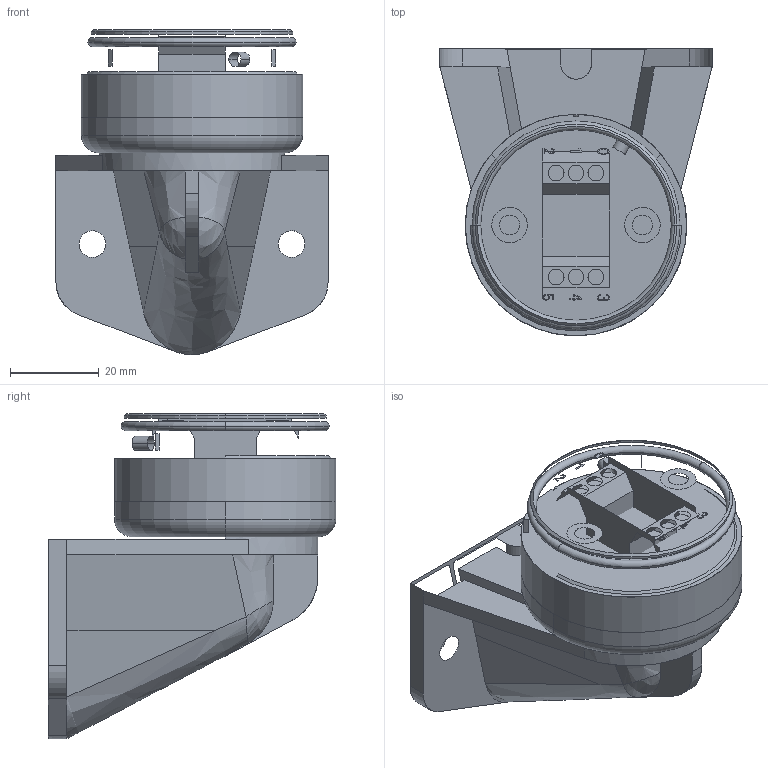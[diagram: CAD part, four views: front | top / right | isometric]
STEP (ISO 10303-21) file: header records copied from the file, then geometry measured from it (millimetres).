
FILE_DESCRIPTION((''),'2;1');
FILE_NAME('VMV-50mm-vertmnt SS.stp','2012-12-11T09:14:51',(''),(''),'Mechanical Desktop 2011','Mechanical Desktop 2011',', , ');
FILE_SCHEMA(('CONFIG_CONTROL_DESIGN'));
Length unit declared in the file: millimetre
Products named in the file (1): Product
Bounding box: 61.5 x 65 x 73.5 mm (x, y, z)
Surface area: 22792.1 mm2 (no closed solid volume)
Topology: 0 solids, 48 shells, 103 faces, 739 edges, 748 vertices
Faces by surface type: bspline 72, cylinder 18, cone 7, torus 6
Entity records: 10617 total; most frequent: CARTESIAN_POINT 6680, QUASI_UNIFORM_CURVE 830, PCURVE 505, COMPOSITE_CURVE_SEGMENT 505, DIRECTION 306, VERTEX_POINT 227, EDGE_CURVE 227, ORIENTED_EDGE 227
